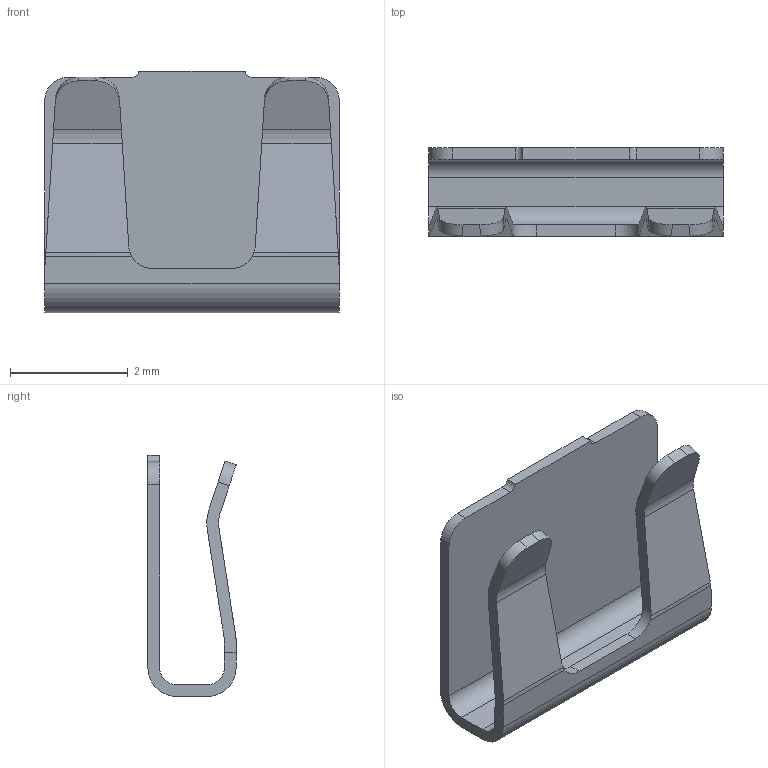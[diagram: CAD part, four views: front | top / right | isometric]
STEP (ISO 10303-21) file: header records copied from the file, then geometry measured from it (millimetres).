
FILE_DESCRIPTION((''),'2;1');
FILE_NAME('S810-XX','2011-08-02T',('wbourne'),(''),'PRO/ENGINEER BY PARAMETRIC TECHNOLOGY CORPORATION, 2010280','PRO/ENGINEER BY PARAMETRIC TECHNOLOGY CORPORATION, 2010280','');
FILE_SCHEMA(('CONFIG_CONTROL_DESIGN','SHAPE_APPEARANCE_LAYERS_GROUPS'));
Length unit declared in the file: millimetre
Products named in the file (1): S810-XX
Bounding box: 5 x 1.5 x 4.1 mm (x, y, z)
Volume: 7.2 mm3; surface area: 78 mm2
Topology: 1 solids, 1 shells, 48 faces, 138 edges, 92 vertices
Faces by surface type: plane 26, cylinder 22
Entity records: 2069 total; most frequent: CARTESIAN_POINT 370, ORIENTED_EDGE 276, DIRECTION 228, PRESENTATION_STYLE_ASSIGNMENT 139, STYLED_ITEM 139, CURVE_STYLE 138, EDGE_CURVE 138, VECTOR 92
